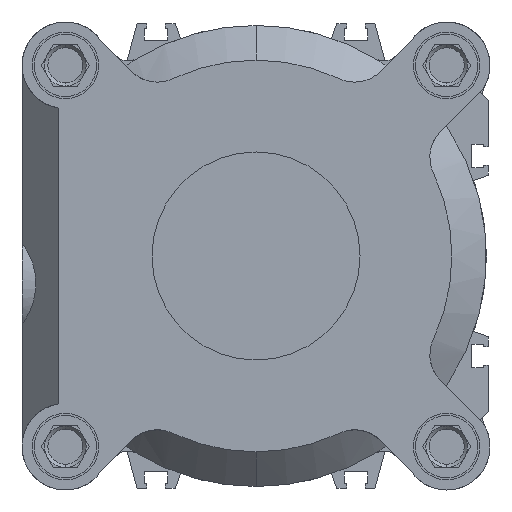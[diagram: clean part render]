
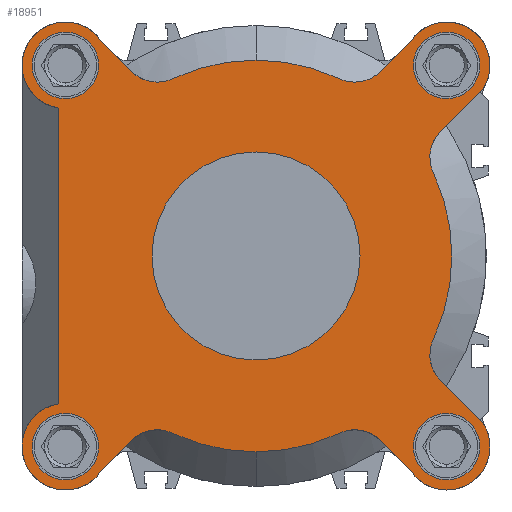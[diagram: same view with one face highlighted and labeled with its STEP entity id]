
A CAD part, left-side view. The second image highlights one B-rep face of the part: STEP entity #18951.
In plain terms, the highlighted face is planar.
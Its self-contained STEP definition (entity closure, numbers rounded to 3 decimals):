
#18671=CARTESIAN_POINT('',(45.,-55.,55.));
#18672=DIRECTION('',(1.,0.,0.));
#18673=DIRECTION('',(0.,0.,-1.));
#18674=AXIS2_PLACEMENT_3D('',#18671,#18672,#18673);
#18675=PLANE('',#18674);
#18676=CARTESIAN_POINT('',(45.,-55.,45.4));
#18677=VERTEX_POINT('',#18676);
#18678=CARTESIAN_POINT('',(45.,-55.,55.));
#18679=DIRECTION('',(1.,0.,0.));
#18680=DIRECTION('',(0.,0.,-1.));
#18681=AXIS2_PLACEMENT_3D('',#18678,#18679,#18680);
#18682=CIRCLE('',#18681,9.6);
#18683=EDGE_CURVE('',#18677,#18677,#18682,.T.);
#18684=ORIENTED_EDGE('',*,*,#18683,.F.);
#18685=EDGE_LOOP('',(#18684));
#18686=FACE_BOUND('',#18685,.T.);
#18687=CARTESIAN_POINT('',(45.,-55.,-64.6));
#18688=VERTEX_POINT('',#18687);
#18689=CARTESIAN_POINT('',(45.,-55.,-55.));
#18690=DIRECTION('',(1.,0.,0.));
#18691=DIRECTION('',(0.,0.,-1.));
#18692=AXIS2_PLACEMENT_3D('',#18689,#18690,#18691);
#18693=CIRCLE('',#18692,9.6);
#18694=EDGE_CURVE('',#18688,#18688,#18693,.T.);
#18695=ORIENTED_EDGE('',*,*,#18694,.F.);
#18696=EDGE_LOOP('',(#18695));
#18697=FACE_BOUND('',#18696,.T.);
#18698=CARTESIAN_POINT('',(45.,55.,-64.6));
#18699=VERTEX_POINT('',#18698);
#18700=CARTESIAN_POINT('',(45.,55.,-55.));
#18701=DIRECTION('',(1.,0.,0.));
#18702=DIRECTION('',(0.,0.,-1.));
#18703=AXIS2_PLACEMENT_3D('',#18700,#18701,#18702);
#18704=CIRCLE('',#18703,9.6);
#18705=EDGE_CURVE('',#18699,#18699,#18704,.T.);
#18706=ORIENTED_EDGE('',*,*,#18705,.F.);
#18707=EDGE_LOOP('',(#18706));
#18708=FACE_BOUND('',#18707,.T.);
#18709=CARTESIAN_POINT('',(45.,55.,45.4));
#18710=VERTEX_POINT('',#18709);
#18711=CARTESIAN_POINT('',(45.,55.,55.));
#18712=DIRECTION('',(1.,0.,0.));
#18713=DIRECTION('',(0.,0.,-1.));
#18714=AXIS2_PLACEMENT_3D('',#18711,#18712,#18713);
#18715=CIRCLE('',#18714,9.6);
#18716=EDGE_CURVE('',#18710,#18710,#18715,.T.);
#18717=ORIENTED_EDGE('',*,*,#18716,.F.);
#18718=EDGE_LOOP('',(#18717));
#18719=FACE_BOUND('',#18718,.T.);
#18720=CARTESIAN_POINT('',(45.,-0.,-30.));
#18721=VERTEX_POINT('',#18720);
#18722=CARTESIAN_POINT('',(45.,0.,0.));
#18723=DIRECTION('',(1.,0.,-0.));
#18724=DIRECTION('',(-0.,0.,-1.));
#18725=AXIS2_PLACEMENT_3D('',#18722,#18723,#18724);
#18726=CIRCLE('',#18725,30.);
#18727=EDGE_CURVE('',#18721,#18721,#18726,.T.);
#18728=ORIENTED_EDGE('',*,*,#18727,.F.);
#18729=EDGE_LOOP('',(#18728));
#18730=FACE_BOUND('',#18729,.T.);
#18731=CARTESIAN_POINT('',(45.,57.,-42.661));
#18732=VERTEX_POINT('',#18731);
#18733=CARTESIAN_POINT('',(45.,57.,42.661));
#18734=VERTEX_POINT('',#18733);
#18735=CARTESIAN_POINT('',(45.,57.,-12290.));
#18736=DIRECTION('',(0.,0.,1.));
#18737=VECTOR('',#18736,24690.);
#18738=LINE('',#18735,#18737);
#18739=EDGE_CURVE('',#18732,#18734,#18738,.T.);
#18740=ORIENTED_EDGE('',*,*,#18739,.T.);
#18741=CARTESIAN_POINT('',(45.,55.,67.5));
#18742=VERTEX_POINT('',#18741);
#18743=CARTESIAN_POINT('',(45.,55.,55.));
#18744=DIRECTION('',(1.,0.,-0.));
#18745=DIRECTION('',(0.,0.,1.));
#18746=AXIS2_PLACEMENT_3D('',#18743,#18744,#18745);
#18747=CIRCLE('',#18746,12.5);
#18748=EDGE_CURVE('',#18734,#18742,#18747,.T.);
#18749=ORIENTED_EDGE('',*,*,#18748,.T.);
#18750=CARTESIAN_POINT('',(45.,44.579,61.903));
#18751=VERTEX_POINT('',#18750);
#18752=CARTESIAN_POINT('',(45.,55.,55.));
#18753=DIRECTION('',(1.,-0.,-0.));
#18754=DIRECTION('',(0.,0.,1.));
#18755=AXIS2_PLACEMENT_3D('',#18752,#18753,#18754);
#18756=CIRCLE('',#18755,12.5);
#18757=EDGE_CURVE('',#18742,#18751,#18756,.T.);
#18758=ORIENTED_EDGE('',*,*,#18757,.T.);
#18759=CARTESIAN_POINT('',(45.,35.899,53.223));
#18760=VERTEX_POINT('',#18759);
#18761=CARTESIAN_POINT('',(45.,8747.192,8764.516));
#18762=DIRECTION('',(0.,-0.707,-0.707));
#18763=VECTOR('',#18762,24690.);
#18764=LINE('',#18761,#18763);
#18765=EDGE_CURVE('',#18751,#18760,#18764,.T.);
#18766=ORIENTED_EDGE('',*,*,#18765,.T.);
#18767=CARTESIAN_POINT('',(45.,24.012,51.144));
#18768=VERTEX_POINT('',#18767);
#18769=CARTESIAN_POINT('',(45.,28.475,60.648));
#18770=DIRECTION('',(1.,-0.,-0.));
#18771=DIRECTION('',(0.,0.,1.));
#18772=AXIS2_PLACEMENT_3D('',#18769,#18770,#18771);
#18773=CIRCLE('',#18772,10.5);
#18774=EDGE_CURVE('',#18768,#18760,#18773,.T.);
#18775=ORIENTED_EDGE('',*,*,#18774,.F.);
#18776=CARTESIAN_POINT('',(45.,0.,56.5));
#18777=VERTEX_POINT('',#18776);
#18778=CARTESIAN_POINT('',(45.,0.,0.));
#18779=DIRECTION('',(1.,0.,-0.));
#18780=DIRECTION('',(0.,0.,1.));
#18781=AXIS2_PLACEMENT_3D('',#18778,#18779,#18780);
#18782=CIRCLE('',#18781,56.5);
#18783=EDGE_CURVE('',#18768,#18777,#18782,.T.);
#18784=ORIENTED_EDGE('',*,*,#18783,.T.);
#18785=CARTESIAN_POINT('',(45.,-24.012,51.144));
#18786=VERTEX_POINT('',#18785);
#18787=CARTESIAN_POINT('',(45.,0.,0.));
#18788=DIRECTION('',(1.,-0.,-0.));
#18789=DIRECTION('',(0.,0.,1.));
#18790=AXIS2_PLACEMENT_3D('',#18787,#18788,#18789);
#18791=CIRCLE('',#18790,56.5);
#18792=EDGE_CURVE('',#18777,#18786,#18791,.T.);
#18793=ORIENTED_EDGE('',*,*,#18792,.T.);
#18794=CARTESIAN_POINT('',(45.,-35.899,53.223));
#18795=VERTEX_POINT('',#18794);
#18796=CARTESIAN_POINT('',(45.,-28.475,60.648));
#18797=DIRECTION('',(1.,-0.,-0.));
#18798=DIRECTION('',(0.,0.,1.));
#18799=AXIS2_PLACEMENT_3D('',#18796,#18797,#18798);
#18800=CIRCLE('',#18799,10.5);
#18801=EDGE_CURVE('',#18795,#18786,#18800,.T.);
#18802=ORIENTED_EDGE('',*,*,#18801,.F.);
#18803=CARTESIAN_POINT('',(45.,-44.579,61.903));
#18804=VERTEX_POINT('',#18803);
#18805=CARTESIAN_POINT('',(45.,8685.863,-8668.539));
#18806=DIRECTION('',(0.,-0.707,0.707));
#18807=VECTOR('',#18806,24690.);
#18808=LINE('',#18805,#18807);
#18809=EDGE_CURVE('',#18795,#18804,#18808,.T.);
#18810=ORIENTED_EDGE('',*,*,#18809,.T.);
#18811=CARTESIAN_POINT('',(45.,-55.,67.5));
#18812=VERTEX_POINT('',#18811);
#18813=CARTESIAN_POINT('',(45.,-55.,55.));
#18814=DIRECTION('',(1.,0.,-0.));
#18815=DIRECTION('',(0.,0.,1.));
#18816=AXIS2_PLACEMENT_3D('',#18813,#18814,#18815);
#18817=CIRCLE('',#18816,12.5);
#18818=EDGE_CURVE('',#18804,#18812,#18817,.T.);
#18819=ORIENTED_EDGE('',*,*,#18818,.T.);
#18820=CARTESIAN_POINT('',(45.,-65.421,48.097));
#18821=VERTEX_POINT('',#18820);
#18822=CARTESIAN_POINT('',(45.,-55.,55.));
#18823=DIRECTION('',(1.,-0.,-0.));
#18824=DIRECTION('',(0.,0.,1.));
#18825=AXIS2_PLACEMENT_3D('',#18822,#18823,#18824);
#18826=CIRCLE('',#18825,12.5);
#18827=EDGE_CURVE('',#18812,#18821,#18826,.T.);
#18828=ORIENTED_EDGE('',*,*,#18827,.T.);
#18829=CARTESIAN_POINT('',(45.,-53.223,35.899));
#18830=VERTEX_POINT('',#18829);
#18831=CARTESIAN_POINT('',(45.,-8793.775,8776.451));
#18832=DIRECTION('',(0.,0.707,-0.707));
#18833=VECTOR('',#18832,24690.);
#18834=LINE('',#18831,#18833);
#18835=EDGE_CURVE('',#18821,#18830,#18834,.T.);
#18836=ORIENTED_EDGE('',*,*,#18835,.T.);
#18837=CARTESIAN_POINT('',(45.,-51.144,24.012));
#18838=VERTEX_POINT('',#18837);
#18839=CARTESIAN_POINT('',(45.,-60.648,28.475));
#18840=DIRECTION('',(1.,-0.,-0.));
#18841=DIRECTION('',(0.,0.,1.));
#18842=AXIS2_PLACEMENT_3D('',#18839,#18840,#18841);
#18843=CIRCLE('',#18842,10.5);
#18844=EDGE_CURVE('',#18838,#18830,#18843,.T.);
#18845=ORIENTED_EDGE('',*,*,#18844,.F.);
#18846=CARTESIAN_POINT('',(45.,-51.144,-24.012));
#18847=VERTEX_POINT('',#18846);
#18848=CARTESIAN_POINT('',(45.,-0.,0.));
#18849=DIRECTION('',(1.,-0.,-0.));
#18850=DIRECTION('',(0.,0.,1.));
#18851=AXIS2_PLACEMENT_3D('',#18848,#18849,#18850);
#18852=CIRCLE('',#18851,56.5);
#18853=EDGE_CURVE('',#18838,#18847,#18852,.T.);
#18854=ORIENTED_EDGE('',*,*,#18853,.T.);
#18855=CARTESIAN_POINT('',(45.,-53.223,-35.899));
#18856=VERTEX_POINT('',#18855);
#18857=CARTESIAN_POINT('',(45.,-60.648,-28.475));
#18858=DIRECTION('',(1.,-0.,-0.));
#18859=DIRECTION('',(0.,0.,1.));
#18860=AXIS2_PLACEMENT_3D('',#18857,#18858,#18859);
#18861=CIRCLE('',#18860,10.5);
#18862=EDGE_CURVE('',#18856,#18847,#18861,.T.);
#18863=ORIENTED_EDGE('',*,*,#18862,.F.);
#18864=CARTESIAN_POINT('',(45.,-65.421,-48.097));
#18865=VERTEX_POINT('',#18864);
#18866=CARTESIAN_POINT('',(45.,8697.462,8714.786));
#18867=DIRECTION('',(0.,-0.707,-0.707));
#18868=VECTOR('',#18867,24690.);
#18869=LINE('',#18866,#18868);
#18870=EDGE_CURVE('',#18856,#18865,#18869,.T.);
#18871=ORIENTED_EDGE('',*,*,#18870,.T.);
#18872=CARTESIAN_POINT('',(45.,-44.579,-61.903));
#18873=VERTEX_POINT('',#18872);
#18874=CARTESIAN_POINT('',(45.,-55.,-55.));
#18875=DIRECTION('',(1.,-0.,-0.));
#18876=DIRECTION('',(0.,0.,1.));
#18877=AXIS2_PLACEMENT_3D('',#18874,#18875,#18876);
#18878=CIRCLE('',#18877,12.5);
#18879=EDGE_CURVE('',#18865,#18873,#18878,.T.);
#18880=ORIENTED_EDGE('',*,*,#18879,.T.);
#18881=CARTESIAN_POINT('',(45.,-35.899,-53.223));
#18882=VERTEX_POINT('',#18881);
#18883=CARTESIAN_POINT('',(45.,-8747.192,-8764.516));
#18884=DIRECTION('',(-0.,0.707,0.707));
#18885=VECTOR('',#18884,24690.);
#18886=LINE('',#18883,#18885);
#18887=EDGE_CURVE('',#18873,#18882,#18886,.T.);
#18888=ORIENTED_EDGE('',*,*,#18887,.T.);
#18889=CARTESIAN_POINT('',(45.,-28.475,-50.148));
#18890=VERTEX_POINT('',#18889);
#18891=CARTESIAN_POINT('',(45.,-28.475,-60.648));
#18892=DIRECTION('',(1.,-0.,-0.));
#18893=DIRECTION('',(0.,0.,1.));
#18894=AXIS2_PLACEMENT_3D('',#18891,#18892,#18893);
#18895=CIRCLE('',#18894,10.5);
#18896=EDGE_CURVE('',#18890,#18882,#18895,.T.);
#18897=ORIENTED_EDGE('',*,*,#18896,.F.);
#18898=CARTESIAN_POINT('',(45.,-24.012,-51.144));
#18899=VERTEX_POINT('',#18898);
#18900=CARTESIAN_POINT('',(45.,-28.475,-60.648));
#18901=DIRECTION('',(1.,0.,-0.));
#18902=DIRECTION('',(0.,0.,1.));
#18903=AXIS2_PLACEMENT_3D('',#18900,#18901,#18902);
#18904=CIRCLE('',#18903,10.5);
#18905=EDGE_CURVE('',#18899,#18890,#18904,.T.);
#18906=ORIENTED_EDGE('',*,*,#18905,.F.);
#18907=CARTESIAN_POINT('',(45.,24.012,-51.144));
#18908=VERTEX_POINT('',#18907);
#18909=CARTESIAN_POINT('',(45.,0.,0.));
#18910=DIRECTION('',(1.,-0.,-0.));
#18911=DIRECTION('',(0.,0.,1.));
#18912=AXIS2_PLACEMENT_3D('',#18909,#18910,#18911);
#18913=CIRCLE('',#18912,56.5);
#18914=EDGE_CURVE('',#18899,#18908,#18913,.T.);
#18915=ORIENTED_EDGE('',*,*,#18914,.T.);
#18916=CARTESIAN_POINT('',(45.,28.475,-50.148));
#18917=VERTEX_POINT('',#18916);
#18918=CARTESIAN_POINT('',(45.,28.475,-60.648));
#18919=DIRECTION('',(1.,-0.,-0.));
#18920=DIRECTION('',(0.,0.,1.));
#18921=AXIS2_PLACEMENT_3D('',#18918,#18919,#18920);
#18922=CIRCLE('',#18921,10.5);
#18923=EDGE_CURVE('',#18917,#18908,#18922,.T.);
#18924=ORIENTED_EDGE('',*,*,#18923,.F.);
#18925=CARTESIAN_POINT('',(45.,35.899,-53.223));
#18926=VERTEX_POINT('',#18925);
#18927=CARTESIAN_POINT('',(45.,28.475,-60.648));
#18928=DIRECTION('',(1.,0.,-0.));
#18929=DIRECTION('',(0.,0.,1.));
#18930=AXIS2_PLACEMENT_3D('',#18927,#18928,#18929);
#18931=CIRCLE('',#18930,10.5);
#18932=EDGE_CURVE('',#18926,#18917,#18931,.T.);
#18933=ORIENTED_EDGE('',*,*,#18932,.F.);
#18934=CARTESIAN_POINT('',(45.,44.579,-61.903));
#18935=VERTEX_POINT('',#18934);
#18936=CARTESIAN_POINT('',(45.,-8740.863,8723.539));
#18937=DIRECTION('',(0.,0.707,-0.707));
#18938=VECTOR('',#18937,24690.);
#18939=LINE('',#18936,#18938);
#18940=EDGE_CURVE('',#18926,#18935,#18939,.T.);
#18941=ORIENTED_EDGE('',*,*,#18940,.T.);
#18942=CARTESIAN_POINT('',(45.,55.,-55.));
#18943=DIRECTION('',(1.,-0.,-0.));
#18944=DIRECTION('',(0.,0.,1.));
#18945=AXIS2_PLACEMENT_3D('',#18942,#18943,#18944);
#18946=CIRCLE('',#18945,12.5);
#18947=EDGE_CURVE('',#18935,#18732,#18946,.T.);
#18948=ORIENTED_EDGE('',*,*,#18947,.T.);
#18949=EDGE_LOOP('',(#18740,#18749,#18758,#18766,#18775,#18784,#18793,#18802,#18810,#18819,#18828,#18836,#18845,#18854,#18863,#18871,#18880,#18888,#18897,#18906,#18915,#18924,#18933,#18941,#18948));
#18950=FACE_BOUND('',#18949,.T.);
#18951=ADVANCED_FACE('',(#18686,#18697,#18708,#18719,#18730,#18950),#18675,.T.);
